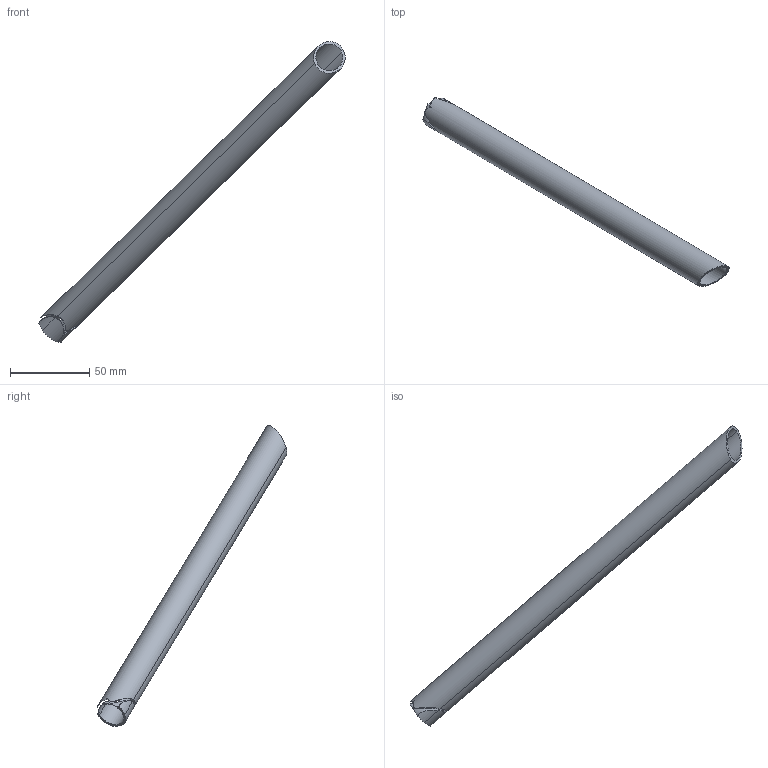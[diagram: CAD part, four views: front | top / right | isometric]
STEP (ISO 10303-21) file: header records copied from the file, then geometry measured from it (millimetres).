
FILE_DESCRIPTION(('CATIA V5 STEP Exchange'),'2;1');
FILE_NAME('85.stp','2021-12-11T11:19:30+00:00',('none'),('none'),'CATIA Version 5 Release 19 SP 2 (IN-10)','CATIA V5 STEP AP203','none');
FILE_SCHEMA(('CONFIG_CONTROL_DESIGN'));
Length unit declared in the file: millimetre
Products named in the file (1): Shape_214
Bounding box: 193.48 x 119.72 x 189.94 mm (x, y, z)
Volume: 23048.2 mm3; surface area: 31268.7 mm2
Topology: 2 solids, 2 shells, 29 faces, 80 edges, 54 vertices
Faces by surface type: cylinder 22, plane 7
Entity records: 1348 total; most frequent: CARTESIAN_POINT 722, ORIENTED_EDGE 160, EDGE_CURVE 80, DIRECTION 56, B_SPLINE_CURVE_WITH_KNOTS 56, VERTEX_POINT 54, EDGE_LOOP 30, ADVANCED_FACE 29
